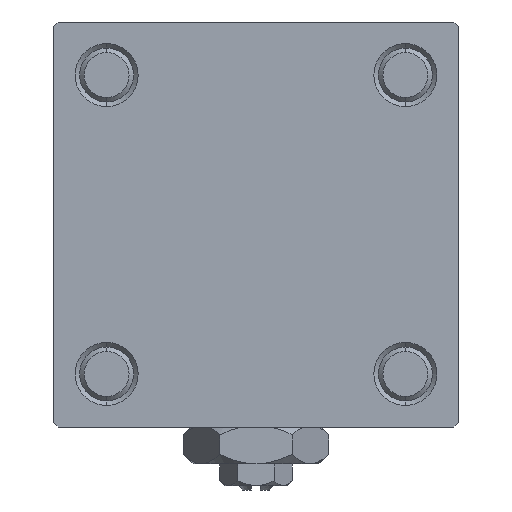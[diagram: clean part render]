
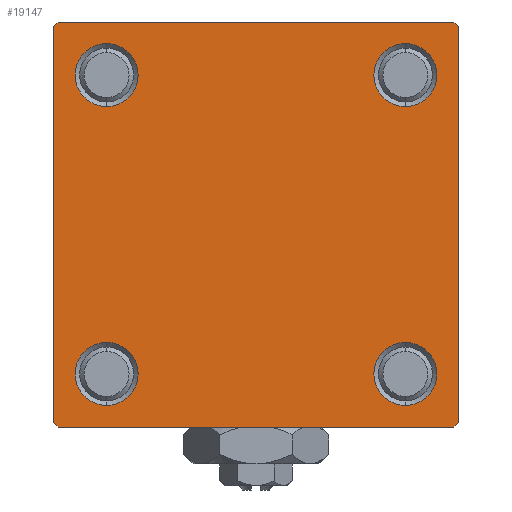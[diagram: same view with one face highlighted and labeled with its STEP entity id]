
A CAD part, left-side view. The second image highlights one B-rep face of the part: STEP entity #19147.
In plain terms, the highlighted planar face has unit normal (-1, 0, 0).
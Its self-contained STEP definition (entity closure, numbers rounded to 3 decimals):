
#244 = CIRCLE ( 'NONE', #5309, 3.5 ) ;
#1216 = DIRECTION ( 'NONE',  ( 0., 0., 1. ) ) ;
#1702 = AXIS2_PLACEMENT_3D ( 'NONE', #40091, #3904, #8132 ) ;
#1904 = CARTESIAN_POINT ( 'NONE',  ( 0., -16.6, 16.6 ) ) ;
#1936 = ORIENTED_EDGE ( 'NONE', *, *, #15412, .T. ) ;
#2641 = LINE ( 'NONE', #14801, #46220 ) ;
#2800 = DIRECTION ( 'NONE',  ( 0., 0., 1. ) ) ;
#2940 = DIRECTION ( 'NONE',  ( 1., 0., 0. ) ) ;
#3127 = CARTESIAN_POINT ( 'NONE',  ( 0., 22., 22.5 ) ) ;
#3361 = VERTEX_POINT ( 'NONE', #33856 ) ;
#3423 = ORIENTED_EDGE ( 'NONE', *, *, #37138, .T. ) ;
#3685 = CARTESIAN_POINT ( 'NONE',  ( 0., 22.25, -22.25 ) ) ;
#3904 = DIRECTION ( 'NONE',  ( -1., 0., 0. ) ) ;
#4317 = DIRECTION ( 'NONE',  ( 0., -1., 0. ) ) ;
#5264 = VERTEX_POINT ( 'NONE', #21138 ) ;
#5309 = AXIS2_PLACEMENT_3D ( 'NONE', #21754, #13032, #21492 ) ;
#6325 = AXIS2_PLACEMENT_3D ( 'NONE', #16095, #20586, #32220 ) ;
#6399 = CARTESIAN_POINT ( 'NONE',  ( 0., -22.5, -22. ) ) ;
#6442 = CARTESIAN_POINT ( 'NONE',  ( 0., -22., 22.5 ) ) ;
#6720 = CARTESIAN_POINT ( 'NONE',  ( 0., 16.6, 16.6 ) ) ;
#7099 = VECTOR ( 'NONE', #7446, 1000. ) ;
#7132 = AXIS2_PLACEMENT_3D ( 'NONE', #44615, #48562, #20857 ) ;
#7446 = DIRECTION ( 'NONE',  ( 0., 0., -1. ) ) ;
#7799 = CARTESIAN_POINT ( 'NONE',  ( 0., -16.6, -16.6 ) ) ;
#8132 = DIRECTION ( 'NONE',  ( 0., 0., 1. ) ) ;
#8652 = VERTEX_POINT ( 'NONE', #44927 ) ;
#8843 = VERTEX_POINT ( 'NONE', #3127 ) ;
#8848 = VERTEX_POINT ( 'NONE', #34610 ) ;
#8865 = DIRECTION ( 'NONE',  ( 0., -0.707, 0.707 ) ) ;
#9188 = CARTESIAN_POINT ( 'NONE',  ( 0., 16.6, -20.1 ) ) ;
#9735 = EDGE_CURVE ( 'NONE', #5264, #15468, #49353, .T. ) ;
#9738 = EDGE_CURVE ( 'NONE', #16521, #9961, #16436, .T. ) ;
#9961 = VERTEX_POINT ( 'NONE', #9188 ) ;
#10067 = VERTEX_POINT ( 'NONE', #6442 ) ;
#12094 = FACE_BOUND ( 'NONE', #16932, .T. ) ;
#12192 = EDGE_CURVE ( 'NONE', #30777, #13025, #43534, .T. ) ;
#12620 = VERTEX_POINT ( 'NONE', #6399 ) ;
#13025 = VERTEX_POINT ( 'NONE', #27739 ) ;
#13032 = DIRECTION ( 'NONE',  ( 1., 0., 0. ) ) ;
#13088 = AXIS2_PLACEMENT_3D ( 'NONE', #28558, #49385, #13213 ) ;
#13213 = DIRECTION ( 'NONE',  ( 0., 0., 1. ) ) ;
#13226 = EDGE_CURVE ( 'NONE', #8843, #8652, #15715, .T. ) ;
#14801 = CARTESIAN_POINT ( 'NONE',  ( 0., -22.25, 22.25 ) ) ;
#15412 = EDGE_CURVE ( 'NONE', #3361, #12620, #33181, .T. ) ;
#15456 = EDGE_LOOP ( 'NONE', ( #34397, #25702, #32618, #1936, #22169, #22629, #16200, #30454 ) ) ;
#15468 = VERTEX_POINT ( 'NONE', #46344 ) ;
#15629 = VECTOR ( 'NONE', #47334, 1000. ) ;
#15715 = LINE ( 'NONE', #15982, #40213 ) ;
#15958 = EDGE_CURVE ( 'NONE', #48726, #10067, #2641, .T. ) ;
#15982 = CARTESIAN_POINT ( 'NONE',  ( 0., 22.25, 22.25 ) ) ;
#15989 = ORIENTED_EDGE ( 'NONE', *, *, #12192, .T. ) ;
#16086 = EDGE_CURVE ( 'NONE', #8652, #8848, #48055, .T. ) ;
#16095 = CARTESIAN_POINT ( 'NONE',  ( 0., 16.6, -16.6 ) ) ;
#16109 = ORIENTED_EDGE ( 'NONE', *, *, #9738, .T. ) ;
#16200 = ORIENTED_EDGE ( 'NONE', *, *, #27647, .F. ) ;
#16436 = CIRCLE ( 'NONE', #6325, 3.5 ) ;
#16521 = VERTEX_POINT ( 'NONE', #26572 ) ;
#16527 = CARTESIAN_POINT ( 'NONE',  ( 0., -22.25, -22.25 ) ) ;
#16594 = FACE_BOUND ( 'NONE', #18984, .T. ) ;
#16730 = CARTESIAN_POINT ( 'NONE',  ( 0., -16.6, -20.1 ) ) ;
#16771 = DIRECTION ( 'NONE',  ( 0., 0.707, -0.707 ) ) ;
#16932 = EDGE_LOOP ( 'NONE', ( #51807, #51673 ) ) ;
#18330 = EDGE_CURVE ( 'NONE', #8848, #23022, #27752, .T. ) ;
#18984 = EDGE_LOOP ( 'NONE', ( #16109, #49725 ) ) ;
#19068 = DIRECTION ( 'NONE',  ( 0., 0., 1. ) ) ;
#19147 = ADVANCED_FACE ( 'NONE', ( #12094, #44592, #16594, #27966, #44053 ), #23991, .T. ) ;
#19605 = CARTESIAN_POINT ( 'NONE',  ( 0., -22.5, 22.5 ) ) ;
#20089 = CIRCLE ( 'NONE', #34425, 3.5 ) ;
#20162 = ORIENTED_EDGE ( 'NONE', *, *, #45720, .T. ) ;
#20431 = CARTESIAN_POINT ( 'NONE',  ( 0., 22.5, -22.5 ) ) ;
#20586 = DIRECTION ( 'NONE',  ( 1., 0., 0. ) ) ;
#20729 = EDGE_CURVE ( 'NONE', #9961, #16521, #244, .T. ) ;
#20857 = DIRECTION ( 'NONE',  ( 0., 0., 1. ) ) ;
#21070 = DIRECTION ( 'NONE',  ( 1., 0., 0. ) ) ;
#21138 = CARTESIAN_POINT ( 'NONE',  ( 0., -16.6, 13.1 ) ) ;
#21492 = DIRECTION ( 'NONE',  ( 0., 0., 1. ) ) ;
#21754 = CARTESIAN_POINT ( 'NONE',  ( 0., 16.6, -16.6 ) ) ;
#22169 = ORIENTED_EDGE ( 'NONE', *, *, #24388, .F. ) ;
#22629 = ORIENTED_EDGE ( 'NONE', *, *, #15958, .T. ) ;
#23022 = VERTEX_POINT ( 'NONE', #26872 ) ;
#23439 = AXIS2_PLACEMENT_3D ( 'NONE', #1904, #2940, #19068 ) ;
#23929 = DIRECTION ( 'NONE',  ( 1., 0., 0. ) ) ;
#23991 = PLANE ( 'NONE',  #1702 ) ;
#24057 = EDGE_LOOP ( 'NONE', ( #20162, #44773 ) ) ;
#24388 = EDGE_CURVE ( 'NONE', #48726, #12620, #31517, .T. ) ;
#25197 = VECTOR ( 'NONE', #4317, 1000. ) ;
#25702 = ORIENTED_EDGE ( 'NONE', *, *, #18330, .T. ) ;
#25730 = EDGE_CURVE ( 'NONE', #48945, #44732, #46809, .T. ) ;
#26250 = CARTESIAN_POINT ( 'NONE',  ( 0., 22.5, 22.5 ) ) ;
#26572 = CARTESIAN_POINT ( 'NONE',  ( 0., 16.6, -13.1 ) ) ;
#26588 = EDGE_LOOP ( 'NONE', ( #3423, #15989 ) ) ;
#26872 = CARTESIAN_POINT ( 'NONE',  ( 0., 22., -22.5 ) ) ;
#27371 = CARTESIAN_POINT ( 'NONE',  ( 0., -16.6, -13.1 ) ) ;
#27647 = EDGE_CURVE ( 'NONE', #8843, #10067, #47084, .T. ) ;
#27739 = CARTESIAN_POINT ( 'NONE',  ( 0., 16.6, 20.1 ) ) ;
#27752 = LINE ( 'NONE', #3685, #28596 ) ;
#27852 = AXIS2_PLACEMENT_3D ( 'NONE', #7799, #23929, #2800 ) ;
#27966 = FACE_BOUND ( 'NONE', #26588, .T. ) ;
#28558 = CARTESIAN_POINT ( 'NONE',  ( 0., -16.6, -16.6 ) ) ;
#28596 = VECTOR ( 'NONE', #36204, 1000. ) ;
#29445 = DIRECTION ( 'NONE',  ( 0., 0.707, 0.707 ) ) ;
#30454 = ORIENTED_EDGE ( 'NONE', *, *, #13226, .T. ) ;
#30777 = VERTEX_POINT ( 'NONE', #47711 ) ;
#30844 = LINE ( 'NONE', #20431, #25197 ) ;
#31517 = LINE ( 'NONE', #19605, #7099 ) ;
#32220 = DIRECTION ( 'NONE',  ( 0., 0., 1. ) ) ;
#32618 = ORIENTED_EDGE ( 'NONE', *, *, #38371, .T. ) ;
#33181 = LINE ( 'NONE', #16527, #51242 ) ;
#33856 = CARTESIAN_POINT ( 'NONE',  ( 0., -22., -22.5 ) ) ;
#34224 = DIRECTION ( 'NONE',  ( 1., 0., 0. ) ) ;
#34397 = ORIENTED_EDGE ( 'NONE', *, *, #16086, .T. ) ;
#34425 = AXIS2_PLACEMENT_3D ( 'NONE', #44822, #21070, #1216 ) ;
#34610 = CARTESIAN_POINT ( 'NONE',  ( 0., 22.5, -22. ) ) ;
#35639 = CARTESIAN_POINT ( 'NONE',  ( 0., 22.5, 22.5 ) ) ;
#35686 = EDGE_CURVE ( 'NONE', #15468, #5264, #46212, .T. ) ;
#35968 = AXIS2_PLACEMENT_3D ( 'NONE', #6720, #34224, #51073 ) ;
#36204 = DIRECTION ( 'NONE',  ( 0., -0.707, -0.707 ) ) ;
#36941 = CARTESIAN_POINT ( 'NONE',  ( 0., -22.5, 22. ) ) ;
#37138 = EDGE_CURVE ( 'NONE', #13025, #30777, #20089, .T. ) ;
#37146 = CIRCLE ( 'NONE', #27852, 3.5 ) ;
#38371 = EDGE_CURVE ( 'NONE', #23022, #3361, #30844, .T. ) ;
#40091 = CARTESIAN_POINT ( 'NONE',  ( 0., 0., 0. ) ) ;
#40213 = VECTOR ( 'NONE', #16771, 1000. ) ;
#43534 = CIRCLE ( 'NONE', #35968, 3.5 ) ;
#44053 = FACE_OUTER_BOUND ( 'NONE', #15456, .T. ) ;
#44592 = FACE_BOUND ( 'NONE', #24057, .T. ) ;
#44615 = CARTESIAN_POINT ( 'NONE',  ( 0., -16.6, 16.6 ) ) ;
#44732 = VERTEX_POINT ( 'NONE', #27371 ) ;
#44773 = ORIENTED_EDGE ( 'NONE', *, *, #25730, .T. ) ;
#44822 = CARTESIAN_POINT ( 'NONE',  ( 0., 16.6, 16.6 ) ) ;
#44927 = CARTESIAN_POINT ( 'NONE',  ( 0., 22.5, 22. ) ) ;
#45365 = VECTOR ( 'NONE', #47783, 1000. ) ;
#45720 = EDGE_CURVE ( 'NONE', #44732, #48945, #37146, .T. ) ;
#46212 = CIRCLE ( 'NONE', #23439, 3.5 ) ;
#46220 = VECTOR ( 'NONE', #29445, 1000. ) ;
#46344 = CARTESIAN_POINT ( 'NONE',  ( 0., -16.6, 20.1 ) ) ;
#46809 = CIRCLE ( 'NONE', #13088, 3.5 ) ;
#47084 = LINE ( 'NONE', #26250, #15629 ) ;
#47334 = DIRECTION ( 'NONE',  ( 0., -1., 0. ) ) ;
#47711 = CARTESIAN_POINT ( 'NONE',  ( 0., 16.6, 13.1 ) ) ;
#47783 = DIRECTION ( 'NONE',  ( 0., 0., -1. ) ) ;
#48055 = LINE ( 'NONE', #35639, #45365 ) ;
#48562 = DIRECTION ( 'NONE',  ( 1., 0., 0. ) ) ;
#48726 = VERTEX_POINT ( 'NONE', #36941 ) ;
#48945 = VERTEX_POINT ( 'NONE', #16730 ) ;
#49353 = CIRCLE ( 'NONE', #7132, 3.5 ) ;
#49385 = DIRECTION ( 'NONE',  ( 1., 0., 0. ) ) ;
#49725 = ORIENTED_EDGE ( 'NONE', *, *, #20729, .T. ) ;
#51073 = DIRECTION ( 'NONE',  ( 0., 0., 1. ) ) ;
#51242 = VECTOR ( 'NONE', #8865, 1000. ) ;
#51673 = ORIENTED_EDGE ( 'NONE', *, *, #9735, .T. ) ;
#51807 = ORIENTED_EDGE ( 'NONE', *, *, #35686, .T. ) ;
